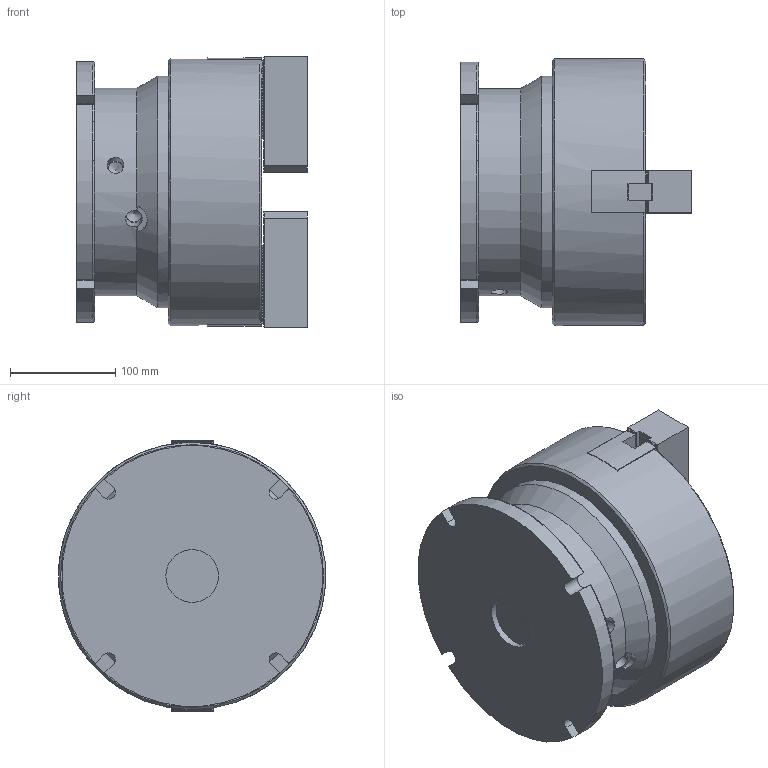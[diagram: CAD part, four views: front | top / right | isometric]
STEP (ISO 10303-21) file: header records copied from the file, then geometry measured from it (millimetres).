
FILE_DESCRIPTION (( 'STEP AP203' ), '1' );
FILE_NAME ('CF-VP-210.STEP', '2024-02-21T00:29:23', ( '' ), ( '' ), 'SwSTEP 2.0', 'SolidWorks 2020', '' );
FILE_SCHEMA (( 'CONFIG_CONTROL_DESIGN' ));
Length unit declared in the file: millimetre
Products named in the file (16): 圓頭內六角螺栓_M5x12; CF-2P-10-01000; 圓頭內六角螺栓_M12x30; CF-2P-10-02000; 圓頭內六角螺栓_M16x85; CF-3P-10-03000; CF-3P-10-07000; CF-VP-10-01000; CF-2P-10-04000; CF-2P-10_VP-210用組態; CF-VP-10-02000; CF-3H-210-04000(T型塊); CF-VP-210; CF-VP-10-03000; SJ-10; CF-VP-10
Assembly tree (29 placements, depth 3):
  CF-VP-210
    CF-VP-10
      CF-VP-10-01000
      CF-VP-10-02000
      CF-VP-10-03000
    CF-2P-10_VP-210用組態
      CF-2P-10-01000
      CF-2P-10-02000
      CF-3P-10-03000  x2
      CF-2P-10-04000
      CF-3H-210-04000(T型塊)  x2
      SJ-10  x2
      圓頭內六角螺栓_M5x12  x4
      圓頭內六角螺栓_M12x30  x4
      圓頭內六角螺栓_M16x85  x6
      CF-3P-10-07000
Bounding box: 219.25 x 253.75 x 256.7 mm (x, y, z)
Volume: 7585080.8 mm3; surface area: 742462.7 mm2
Topology: 27 solids, 27 shells, 2596 faces, 7373 edges, 4866 vertices
Faces by surface type: plane 1841, cylinder 624, cone 122, torus 9
Full cylindrical faces by diameter (mm): 4.1 x4, 5 x5, 5.5 x4, 6.8 x3, 8.5 x4, 9.5 x4, 10.2 x4, 12 x4, 13 x4, 14 x12, 14.3 x2, 16 x6, 17 x6, 18 x4, 19 x4, 24 x6, 25 x10, 34 x2, 38 x2, 43 x1, 43.5 x1, 45 x1, 46 x1, 50 x3, 61 x1, 98 x3, 197 x1, 220 x2, 254 x1
Entity records: 44684 total; most frequent: CARTESIAN_POINT 9002, ORIENTED_EDGE 7280, DIRECTION 6512, EDGE_CURVE 3640, VECTOR 2722, LINE 2722, VERTEX_POINT 2475, AXIS2_PLACEMENT_3D 1895
